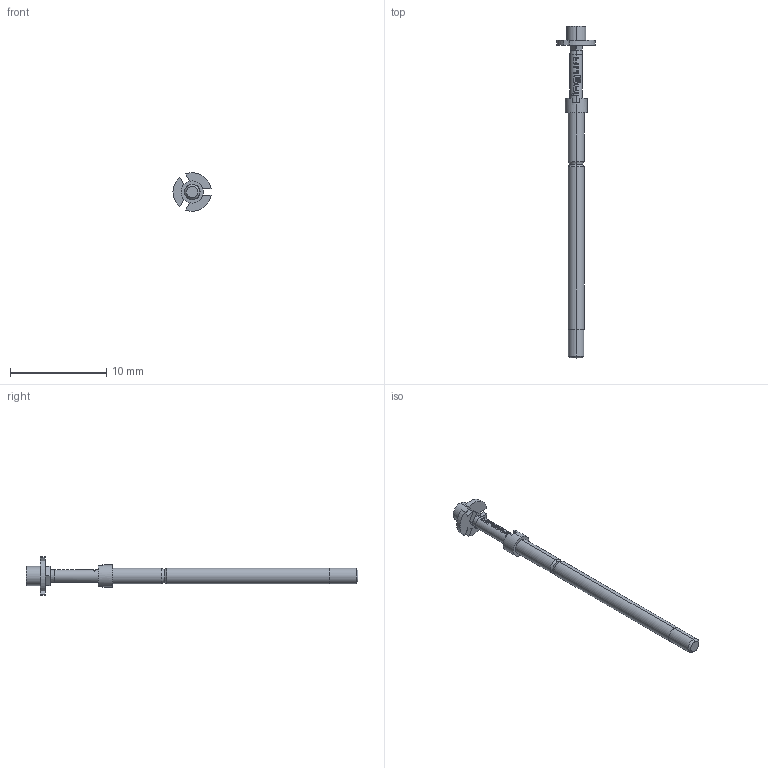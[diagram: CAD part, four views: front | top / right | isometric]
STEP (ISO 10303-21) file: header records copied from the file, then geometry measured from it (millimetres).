
FILE_DESCRIPTION (( 'STEP AP203' ), '1' );
FILE_NAME ('INGUN_T-912_302_200_150_400Axx02M.STEP', '2023-09-01T05:39:55', ( '' ), ( '' ), 'SwSTEP 2.0', 'SolidWorks 2021', '' );
FILE_SCHEMA (( 'CONFIG_CONTROL_DESIGN' ));
Length unit declared in the file: millimetre
Products named in the file (1): INGUN_T-912_302_200_150_400Axx02M
Bounding box: 3.97 x 34.5 x 4 mm (x, y, z)
Volume: 77.1 mm3; surface area: 212 mm2
Topology: 1 solids, 1 shells, 130 faces, 355 edges, 232 vertices
Faces by surface type: plane 71, cylinder 29, bspline 22, torus 4, cone 4
Entity records: 4484 total; most frequent: CARTESIAN_POINT 1238, ORIENTED_EDGE 710, DIRECTION 605, EDGE_CURVE 355, VERTEX_POINT 232, AXIS2_PLACEMENT_3D 227, LINE 151, VECTOR 151
